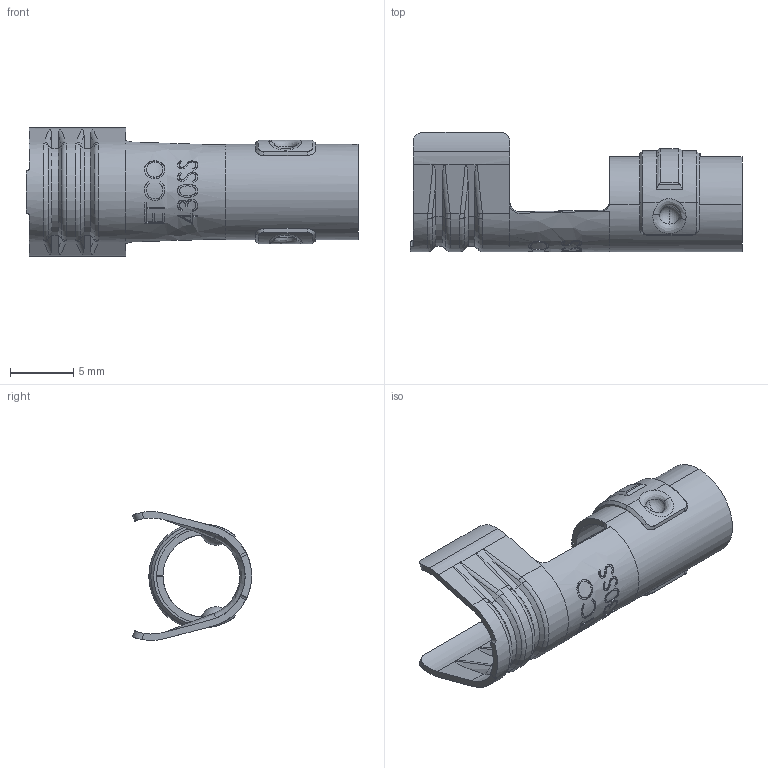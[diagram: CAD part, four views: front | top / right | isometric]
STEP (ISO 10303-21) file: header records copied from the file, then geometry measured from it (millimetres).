
FILE_DESCRIPTION (( 'STEP AP203' ), '1' );
FILE_NAME ('SP078 SP362.STEP', '2019-11-05T18:19:15', ( 'tempuser' ), ( 'Microsoft' ), 'SwSTEP 2.0', 'SolidWorks 2019', '' );
FILE_SCHEMA (( 'CONFIG_CONTROL_DESIGN' ));
Length unit declared in the file: inch
Products named in the file (3): SCA-LD_SCA-LD Post Heat Treat; SP078 SP362; SP078 SP362_SP078 without carrier
Assembly tree (2 placements, depth 2):
  SP078 SP362
    SP078 SP362_SP078 without carrier
    SCA-LD_SCA-LD Post Heat Treat
Bounding box: 26.16 x 9.4 x 10.16 mm (x, y, z)
Volume: 271.9 mm3; surface area: 1259 mm2
Topology: 2 solids, 2 shells, 329 faces, 906 edges, 587 vertices
Faces by surface type: bspline 170, cylinder 69, plane 68, torus 8, sphere 8, cone 6
Entity records: 21076 total; most frequent: CARTESIAN_POINT 13998, ORIENTED_EDGE 1812, EDGE_CURVE 906, DIRECTION 788, VERTEX_POINT 587, B_SPLINE_CURVE_WITH_KNOTS 528, EDGE_LOOP 343, FACE_OUTER_BOUND 329
